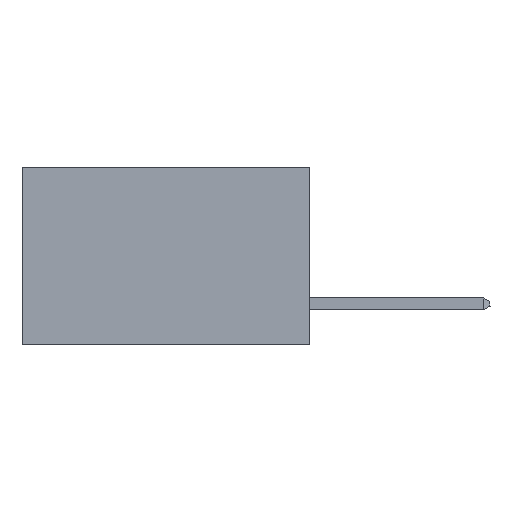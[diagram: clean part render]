
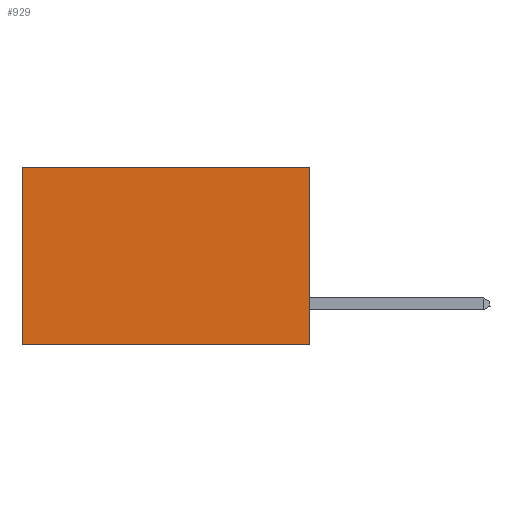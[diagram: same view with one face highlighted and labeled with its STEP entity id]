
A CAD part, left-side view. The second image highlights one B-rep face of the part: STEP entity #929.
In plain terms, the highlighted planar face has unit normal (-1, 0, 0).
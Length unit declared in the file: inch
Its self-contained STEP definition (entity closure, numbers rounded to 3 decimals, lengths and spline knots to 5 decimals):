
#344 = CARTESIAN_POINT ( 'NONE',  ( 0.2875, 0.6, 0. ) ) ;
#929 = ADVANCED_FACE ( 'NONE', ( #4997 ), #8341, .F. ) ;
#1864 = VECTOR ( 'NONE', #20593, 39.37008 ) ;
#2103 = DIRECTION ( 'NONE',  ( 0., 0., -1. ) ) ;
#2285 = VECTOR ( 'NONE', #16002, 39.37008 ) ;
#2959 = CARTESIAN_POINT ( 'NONE',  ( 0.2875, 0.6, -0.37 ) ) ;
#2985 = LINE ( 'NONE', #13676, #1864 ) ;
#4997 = FACE_OUTER_BOUND ( 'NONE', #29856, .T. ) ;
#5332 = LINE ( 'NONE', #25550, #2285 ) ;
#5508 = DIRECTION ( 'NONE',  ( 0., 0., -1. ) ) ;
#5584 = VECTOR ( 'NONE', #2103, 39.37008 ) ;
#8341 = PLANE ( 'NONE',  #22360 ) ;
#10495 = CARTESIAN_POINT ( 'NONE',  ( 0.2875, 0.6, 0. ) ) ;
#10525 = VECTOR ( 'NONE', #24232, 39.37008 ) ;
#11298 = VERTEX_POINT ( 'NONE', #2959 ) ;
#11448 = ORIENTED_EDGE ( 'NONE', *, *, #17115, .T. ) ;
#11959 = LINE ( 'NONE', #17276, #5584 ) ;
#13676 = CARTESIAN_POINT ( 'NONE',  ( 0.2875, 0., -0.37 ) ) ;
#13749 = VERTEX_POINT ( 'NONE', #20840 ) ;
#16002 = DIRECTION ( 'NONE',  ( 0., 1., 0. ) ) ;
#17115 = EDGE_CURVE ( 'NONE', #13749, #22095, #5332, .T. ) ;
#17276 = CARTESIAN_POINT ( 'NONE',  ( 0.2875, 0., 0. ) ) ;
#18098 = EDGE_CURVE ( 'NONE', #22095, #11298, #31018, .T. ) ;
#19604 = EDGE_CURVE ( 'NONE', #13749, #28356, #11959, .T. ) ;
#20023 = ORIENTED_EDGE ( 'NONE', *, *, #18098, .T. ) ;
#20593 = DIRECTION ( 'NONE',  ( 0., 1., 0. ) ) ;
#20626 = ORIENTED_EDGE ( 'NONE', *, *, #19604, .F. ) ;
#20840 = CARTESIAN_POINT ( 'NONE',  ( 0.2875, 0., 0. ) ) ;
#22095 = VERTEX_POINT ( 'NONE', #344 ) ;
#22360 = AXIS2_PLACEMENT_3D ( 'NONE', #27301, #22523, #5508 ) ;
#22523 = DIRECTION ( 'NONE',  ( 1., 0., 0. ) ) ;
#23741 = ORIENTED_EDGE ( 'NONE', *, *, #29594, .F. ) ;
#24232 = DIRECTION ( 'NONE',  ( 0., 0., -1. ) ) ;
#25550 = CARTESIAN_POINT ( 'NONE',  ( 0.2875, 0., 0. ) ) ;
#26879 = CARTESIAN_POINT ( 'NONE',  ( 0.2875, 0., -0.37 ) ) ;
#27301 = CARTESIAN_POINT ( 'NONE',  ( 0.2875, 0., 0. ) ) ;
#28356 = VERTEX_POINT ( 'NONE', #26879 ) ;
#29594 = EDGE_CURVE ( 'NONE', #28356, #11298, #2985, .T. ) ;
#29856 = EDGE_LOOP ( 'NONE', ( #20023, #23741, #20626, #11448 ) ) ;
#31018 = LINE ( 'NONE', #10495, #10525 ) ;
